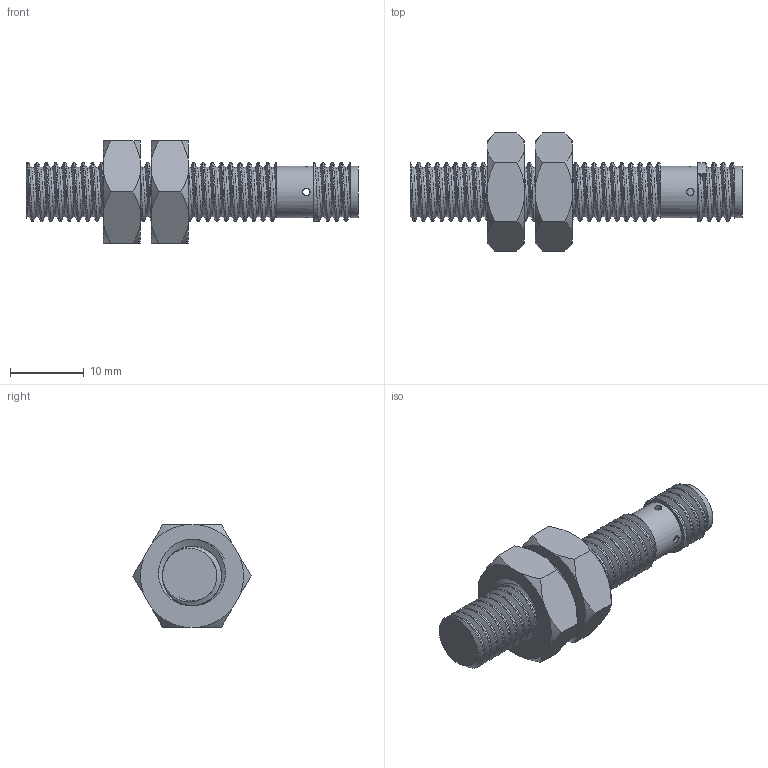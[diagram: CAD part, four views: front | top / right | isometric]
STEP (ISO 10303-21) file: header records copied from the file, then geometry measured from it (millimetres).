
FILE_DESCRIPTION(/* description */ (''),/* implementation_level */ '2;1');
FILE_NAME(/* name */ 'KT208-D04PA-DS845-LY-KT208-D04PA-DS845-LY.stp',/* time_stamp */ '2023-07-20T11:03:14+08:00',/* author */ (''),/* organization */ (''),/* preprocessor_version */ 'ST-DEVELOPER v16.7',/* originating_system */ 'SIEMENS PLM Software NX 12.0',/* authorisation */ '');
FILE_SCHEMA (('AUTOMOTIVE_DESIGN { 1 0 10303 214 3 1 1 1 }'));
Length unit declared in the file: millimetre
Products named in the file (2): KJ208-D02NA-D345-LY螺母; KT208-D04PA-DS845-LY-KT208-D04PA-DS845-LY
Assembly tree (2 placements, depth 2):
  KT208-D04PA-DS845-LY-KT208-D04PA-DS845-LY
    KJ208-D02NA-D345-LY螺母  x2
Bounding box: 45 x 16 x 13.86 mm (x, y, z)
Volume: 2621 mm3; surface area: 3376 mm2
Topology: 8 solids, 8 shells, 92 faces, 224 edges, 148 vertices
Faces by surface type: plane 39, cone 26, cylinder 19, bspline 8
Full cylindrical faces by diameter (mm): 1 x8, 6 x1, 7 x2
Entity records: 12739 total; most frequent: CARTESIAN_POINT 11275, ORIENTED_EDGE 272, DIRECTION 241, EDGE_CURVE 136, AXIS2_PLACEMENT_3D 104, VERTEX_POINT 96, EDGE_LOOP 90, ADVANCED_FACE 67
